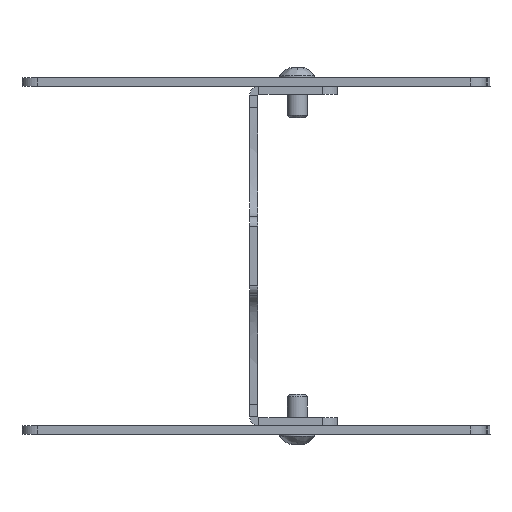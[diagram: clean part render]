
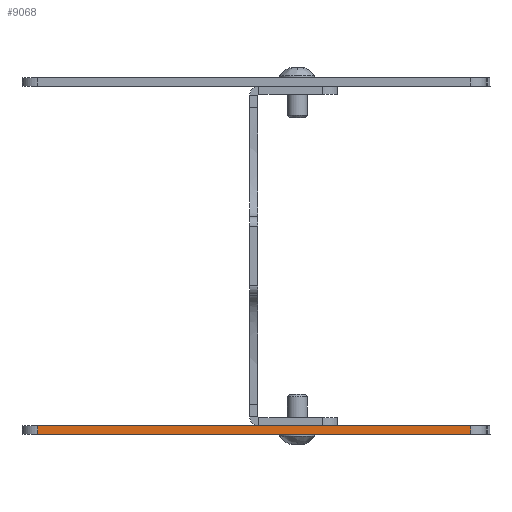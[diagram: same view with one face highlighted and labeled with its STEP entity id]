
A CAD part, front view. The second image highlights one B-rep face of the part: STEP entity #9068.
In plain terms, the highlighted planar face has unit normal (0, -1, 0).
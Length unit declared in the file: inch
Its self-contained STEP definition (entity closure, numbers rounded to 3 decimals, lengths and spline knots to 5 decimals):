
#14=DIRECTION('',(1.,0.,0.));
#15=VECTOR('',#14,5.45551);
#16=CARTESIAN_POINT('',(-3.27205,-4.2126,0.));
#17=LINE('',#16,#15);
#523=DIRECTION('',(0.,0.,1.));
#524=VECTOR('',#523,0.10433);
#525=CARTESIAN_POINT('',(2.18346,-4.2126,
-0.10433));
#526=LINE('',#525,#524);
#527=DIRECTION('',(-1.,0.,0.));
#528=VECTOR('',#527,5.45551);
#529=CARTESIAN_POINT('',(2.18346,-4.2126,
-0.10433));
#530=LINE('',#529,#528);
#531=DIRECTION('',(0.,0.,1.));
#532=VECTOR('',#531,0.10433);
#533=CARTESIAN_POINT('',(-3.27205,-4.2126,
-0.10433));
#534=LINE('',#533,#532);
#6837=CARTESIAN_POINT('',(2.18346,-4.2126,0.));
#6839=VERTEX_POINT('',#6837);
#6843=CARTESIAN_POINT('',(2.18346,-4.2126,
-0.10433));
#6844=VERTEX_POINT('',#6843);
#6869=CARTESIAN_POINT('',(-3.27205,-4.2126,
-0.10433));
#6870=VERTEX_POINT('',#6869);
#6871=CARTESIAN_POINT('',(-3.27205,-4.2126,0.));
#6872=VERTEX_POINT('',#6871);
#9056=CARTESIAN_POINT('',(2.02598,-4.2126,0.));
#9057=DIRECTION('',(0.,-1.,0.));
#9058=DIRECTION('',(-1.,0.,0.));
#9059=AXIS2_PLACEMENT_3D('',#9056,#9057,#9058);
#9060=PLANE('',#9059);
#9061=ORIENTED_EDGE('',*,*,#9051,.F.);
#9062=ORIENTED_EDGE('',*,*,#8897,.T.);
#9064=ORIENTED_EDGE('',*,*,#9063,.T.);
#9065=ORIENTED_EDGE('',*,*,#8698,.T.);
#9066=EDGE_LOOP('',(#9061,#9062,#9064,#9065));
#9067=FACE_OUTER_BOUND('',#9066,.F.);
#9068=ADVANCED_FACE('',(#9067),#9060,.T.);
#8698=EDGE_CURVE('',#6872,#6839,#17,.T.);
#8897=EDGE_CURVE('',#6844,#6870,#530,.T.);
#9051=EDGE_CURVE('',#6844,#6839,#526,.T.);
#9063=EDGE_CURVE('',#6870,#6872,#534,.T.);
